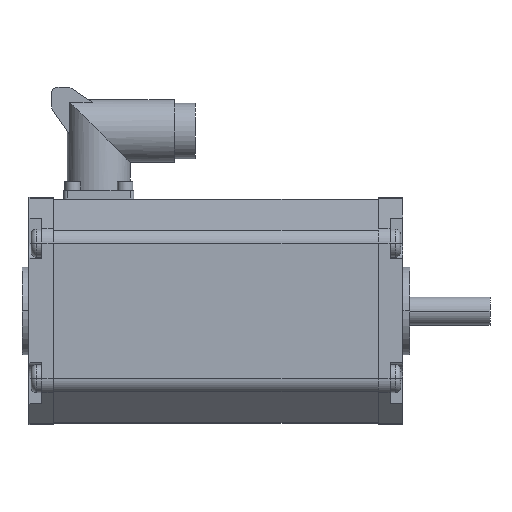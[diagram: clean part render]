
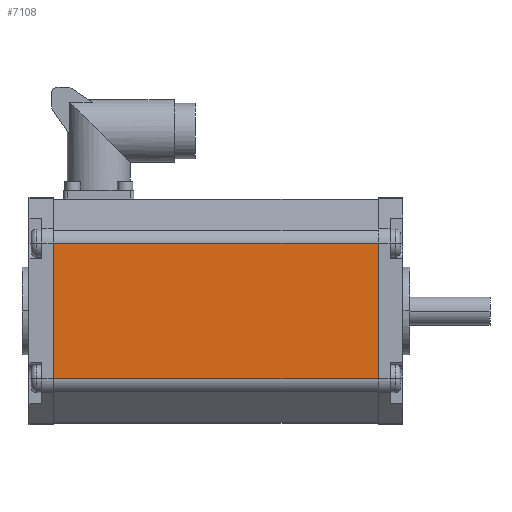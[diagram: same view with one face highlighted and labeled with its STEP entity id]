
A CAD part, top view. The second image highlights one B-rep face of the part: STEP entity #7108.
In plain terms, the highlighted planar face has unit normal (0, 0, 1).
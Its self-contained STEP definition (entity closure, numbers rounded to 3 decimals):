
#710=DIRECTION('',(0.,1.,0.));
#711=VECTOR('',#710,38.8);
#712=CARTESIAN_POINT('',(-7.,-19.4,32.05));
#713=LINE('',#712,#711);
#776=DIRECTION('',(-1.,0.,0.));
#777=VECTOR('',#776,93.);
#778=CARTESIAN_POINT('',(-7.,19.4,32.05));
#779=LINE('',#778,#777);
#780=DIRECTION('',(-1.,0.,0.));
#781=VECTOR('',#780,93.);
#782=CARTESIAN_POINT('',(-7.,-19.4,32.05));
#783=LINE('',#782,#781);
#846=DIRECTION('',(0.,1.,0.));
#847=VECTOR('',#846,38.8);
#848=CARTESIAN_POINT('',(-100.,-19.4,32.05));
#849=LINE('',#848,#847);
#5212=CARTESIAN_POINT('',(-7.,-19.4,32.05));
#5213=VERTEX_POINT('',#5212);
#5214=CARTESIAN_POINT('',(-7.,19.4,32.05));
#5215=VERTEX_POINT('',#5214);
#5244=CARTESIAN_POINT('',(-100.,-19.4,32.05));
#5245=VERTEX_POINT('',#5244);
#5246=CARTESIAN_POINT('',(-100.,19.4,32.05));
#5247=VERTEX_POINT('',#5246);
#7095=CARTESIAN_POINT('',(-7.,-19.4,32.05));
#7096=DIRECTION('',(0.,0.,-1.));
#7097=DIRECTION('',(0.,1.,0.));
#7098=AXIS2_PLACEMENT_3D('',#7095,#7096,#7097);
#7099=PLANE('',#7098);
#7100=ORIENTED_EDGE('',*,*,#7009,.F.);
#7102=ORIENTED_EDGE('',*,*,#7101,.T.);
#7104=ORIENTED_EDGE('',*,*,#7103,.T.);
#7105=ORIENTED_EDGE('',*,*,#7087,.F.);
#7106=EDGE_LOOP('',(#7100,#7102,#7104,#7105));
#7107=FACE_OUTER_BOUND('',#7106,.F.);
#7108=ADVANCED_FACE('',(#7107),#7099,.F.);
#7009=EDGE_CURVE('',#5213,#5215,#713,.T.);
#7087=EDGE_CURVE('',#5215,#5247,#779,.T.);
#7101=EDGE_CURVE('',#5213,#5245,#783,.T.);
#7103=EDGE_CURVE('',#5245,#5247,#849,.T.);
